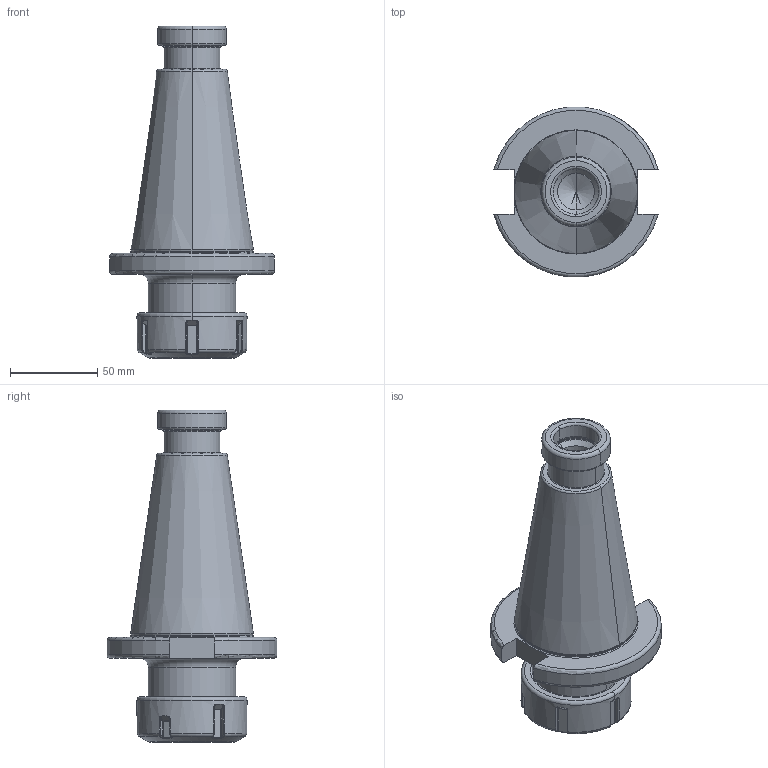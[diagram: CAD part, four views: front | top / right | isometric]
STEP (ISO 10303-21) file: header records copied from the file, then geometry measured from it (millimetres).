
FILE_DESCRIPTION((''),'2;1');
FILE_NAME('501_02_26','2020-09-07T',('103090'),(''),'CREO PARAMETRIC BY PTC INC, 2016260','CREO PARAMETRIC BY PTC INC, 2016260','');
FILE_SCHEMA(('CONFIG_CONTROL_DESIGN'));
Length unit declared in the file: millimetre
Products named in the file (1): 501_02_26
Bounding box: 94.05 x 97.13 x 189.8 mm (x, y, z)
Volume: 408082.7 mm3; surface area: 58118 mm2
Topology: 1 solids, 1 shells, 251 faces, 591 edges, 347 vertices
Faces by surface type: bspline 58, cylinder 56, plane 54, torus 51, cone 20, sphere 12
Entity records: 9875 total; most frequent: CARTESIAN_POINT 4489, ORIENTED_EDGE 1178, DIRECTION 1010, EDGE_CURVE 589, AXIS2_PLACEMENT_3D 399, VERTEX_POINT 347, EDGE_LOOP 258, FACE_OUTER_BOUND 251
